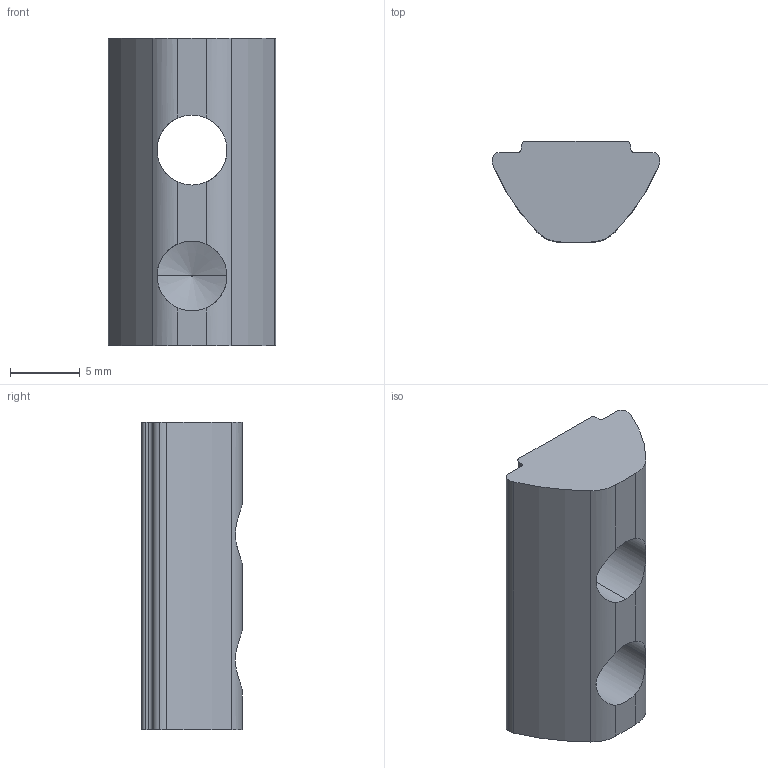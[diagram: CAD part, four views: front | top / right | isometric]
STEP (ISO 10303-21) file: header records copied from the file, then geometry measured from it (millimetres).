
FILE_DESCRIPTION (( 'STEP AP214' ), '1' );
FILE_NAME ('096466.STEP', '2014-08-18T08:22:43', ( '' ), ( '' ), 'SwSTEP 2.0', 'SolidWorks 2014', '' );
FILE_SCHEMA (( 'AUTOMOTIVE_DESIGN' ));
Length unit declared in the file: millimetre
Products named in the file (1): 096466
Bounding box: 12 x 7.2 x 22 mm (x, y, z)
Volume: 1141 mm3; surface area: 992.5 mm2
Topology: 1 solids, 1 shells, 29 faces, 82 edges, 54 vertices
Faces by surface type: cylinder 16, plane 11, cone 2
Entity records: 1090 total; most frequent: CARTESIAN_POINT 252, DIRECTION 172, ORIENTED_EDGE 164, EDGE_CURVE 82, AXIS2_PLACEMENT_3D 66, VERTEX_POINT 54, VECTOR 40, LINE 40
